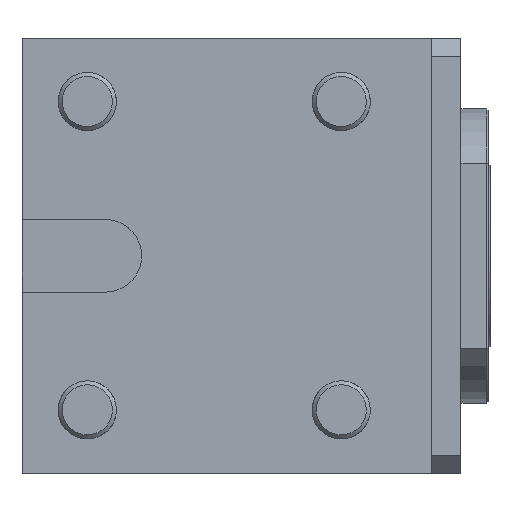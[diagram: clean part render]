
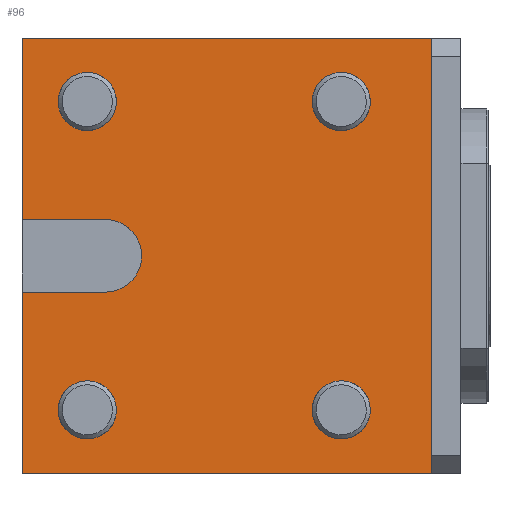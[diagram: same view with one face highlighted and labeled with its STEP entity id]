
A CAD part, top view. The second image highlights one B-rep face of the part: STEP entity #96.
In plain terms, the highlighted planar face has unit normal (0, 0, 1).
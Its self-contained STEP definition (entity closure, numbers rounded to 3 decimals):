
#96=ADVANCED_FACE('',(#167,#168,#169,#170,#171),#144,.F.);
#144=PLANE('',#806);
#167=FACE_BOUND('',#205,.T.);
#168=FACE_BOUND('',#206,.T.);
#169=FACE_BOUND('',#207,.T.);
#170=FACE_BOUND('',#208,.T.);
#171=FACE_BOUND('',#209,.T.);
#205=EDGE_LOOP('',(#335));
#206=EDGE_LOOP('',(#336));
#207=EDGE_LOOP('',(#337));
#208=EDGE_LOOP('',(#338));
#209=EDGE_LOOP('',(#339,#340,#341,#342,#343,#344,#345,#346));
#267=CIRCLE('',#801,8.);
#268=CIRCLE('',#802,8.);
#269=CIRCLE('',#803,8.);
#270=CIRCLE('',#804,8.);
#271=CIRCLE('',#805,10.009);
#335=ORIENTED_EDGE('',*,*,#582,.F.);
#336=ORIENTED_EDGE('',*,*,#583,.F.);
#337=ORIENTED_EDGE('',*,*,#584,.F.);
#338=ORIENTED_EDGE('',*,*,#585,.F.);
#339=ORIENTED_EDGE('',*,*,#586,.F.);
#340=ORIENTED_EDGE('',*,*,#579,.F.);
#341=ORIENTED_EDGE('',*,*,#587,.F.);
#342=ORIENTED_EDGE('',*,*,#588,.F.);
#343=ORIENTED_EDGE('',*,*,#566,.F.);
#344=ORIENTED_EDGE('',*,*,#577,.F.);
#345=ORIENTED_EDGE('',*,*,#589,.F.);
#346=ORIENTED_EDGE('',*,*,#590,.F.);
#500=VERTEX_POINT('',#1143);
#501=VERTEX_POINT('',#1144);
#508=VERTEX_POINT('',#1164);
#509=VERTEX_POINT('',#1167);
#510=VERTEX_POINT('',#1169);
#512=VERTEX_POINT('',#1175);
#513=VERTEX_POINT('',#1177);
#514=VERTEX_POINT('',#1179);
#515=VERTEX_POINT('',#1181);
#516=VERTEX_POINT('',#1183);
#517=VERTEX_POINT('',#1185);
#518=VERTEX_POINT('',#1188);
#566=EDGE_CURVE('',#500,#501,#657,.T.);
#577=EDGE_CURVE('',#508,#500,#668,.T.);
#579=EDGE_CURVE('',#509,#510,#670,.T.);
#582=EDGE_CURVE('',#512,#512,#267,.T.);
#583=EDGE_CURVE('',#513,#513,#268,.T.);
#584=EDGE_CURVE('',#514,#514,#269,.T.);
#585=EDGE_CURVE('',#515,#515,#270,.T.);
#586=EDGE_CURVE('',#510,#516,#673,.T.);
#587=EDGE_CURVE('',#517,#509,#674,.T.);
#588=EDGE_CURVE('',#501,#517,#675,.T.);
#589=EDGE_CURVE('',#518,#508,#676,.T.);
#590=EDGE_CURVE('',#516,#518,#271,.T.);
#657=LINE('',#1142,#711);
#668=LINE('',#1165,#722);
#670=LINE('',#1168,#724);
#673=LINE('',#1182,#727);
#674=LINE('',#1184,#728);
#675=LINE('',#1186,#729);
#676=LINE('',#1187,#730);
#711=VECTOR('',#903,1.);
#722=VECTOR('',#920,1.);
#724=VECTOR('',#922,1.);
#727=VECTOR('',#935,1.);
#728=VECTOR('',#936,1.);
#729=VECTOR('',#937,1.);
#730=VECTOR('',#938,1.);
#801=AXIS2_PLACEMENT_3D('',#1174,#927,#928);
#802=AXIS2_PLACEMENT_3D('',#1176,#929,#930);
#803=AXIS2_PLACEMENT_3D('',#1178,#931,#932);
#804=AXIS2_PLACEMENT_3D('',#1180,#933,#934);
#805=AXIS2_PLACEMENT_3D('',#1189,#939,#940);
#806=AXIS2_PLACEMENT_3D('',#1190,#941,#942);
#903=DIRECTION('',(1.,0.,0.));
#920=DIRECTION('',(0.,1.,0.));
#922=DIRECTION('',(0.,1.,0.));
#927=DIRECTION('',(0.,0.,1.));
#928=DIRECTION('',(-1.,0.,0.));
#929=DIRECTION('',(0.,0.,1.));
#930=DIRECTION('',(-1.,0.,0.));
#931=DIRECTION('',(0.,0.,1.));
#932=DIRECTION('',(-1.,0.,0.));
#933=DIRECTION('',(0.,0.,1.));
#934=DIRECTION('',(-1.,0.,0.));
#935=DIRECTION('',(1.,0.,0.));
#936=DIRECTION('',(-1.,0.,0.));
#937=DIRECTION('',(0.,-1.,0.));
#938=DIRECTION('',(-1.,0.,0.));
#939=DIRECTION('',(0.,0.,1.));
#940=DIRECTION('',(0.,1.,0.));
#941=DIRECTION('',(0.,0.,-1.));
#942=DIRECTION('',(-1.,0.,0.));
#1142=CARTESIAN_POINT('',(-113.,60.,0.));
#1143=CARTESIAN_POINT('',(-113.,60.,0.));
#1144=CARTESIAN_POINT('',(0.,60.,0.));
#1164=CARTESIAN_POINT('',(-113.,10.009,0.));
#1165=CARTESIAN_POINT('',(-113.,10.,0.));
#1167=CARTESIAN_POINT('',(-113.,-60.,0.));
#1168=CARTESIAN_POINT('',(-113.,-60.,0.));
#1169=CARTESIAN_POINT('',(-113.,-10.009,0.));
#1174=CARTESIAN_POINT('',(-95.,42.5,0.));
#1175=CARTESIAN_POINT('',(-103.,42.5,0.));
#1176=CARTESIAN_POINT('',(-95.,-42.5,0.));
#1177=CARTESIAN_POINT('',(-103.,-42.5,0.));
#1178=CARTESIAN_POINT('',(-25.,-42.5,0.));
#1179=CARTESIAN_POINT('',(-33.,-42.5,0.));
#1180=CARTESIAN_POINT('',(-25.,42.5,0.));
#1181=CARTESIAN_POINT('',(-33.,42.5,0.));
#1182=CARTESIAN_POINT('',(-113.,-10.009,0.));
#1183=CARTESIAN_POINT('',(-90.009,-10.009,0.));
#1184=CARTESIAN_POINT('',(0.,-60.,0.));
#1185=CARTESIAN_POINT('',(0.,-60.,0.));
#1186=CARTESIAN_POINT('',(0.,-60.,0.));
#1187=CARTESIAN_POINT('',(-90.009,10.009,0.));
#1188=CARTESIAN_POINT('',(-90.009,10.009,0.));
#1189=CARTESIAN_POINT('',(-90.009,0.,0.));
#1190=CARTESIAN_POINT('',(-125.433,-60.,0.));
